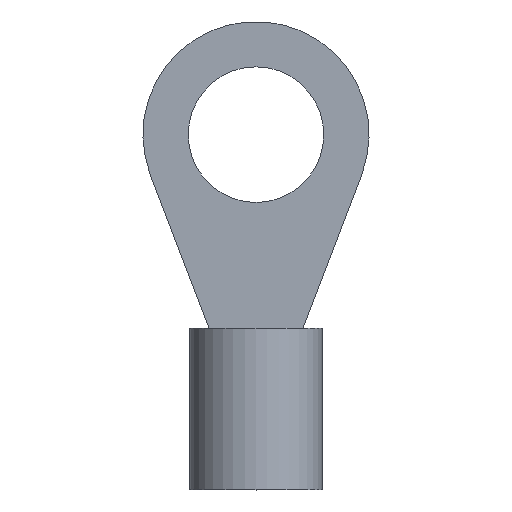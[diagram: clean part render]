
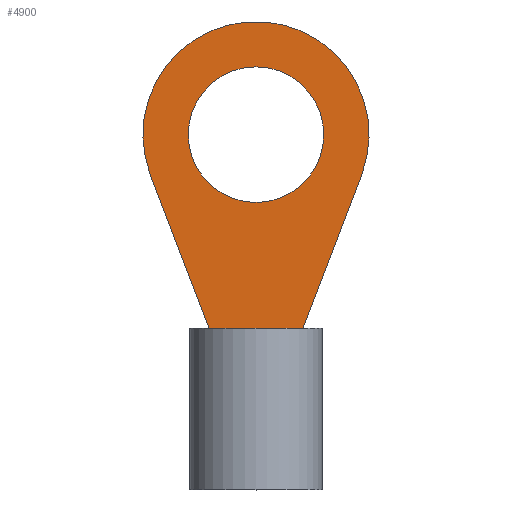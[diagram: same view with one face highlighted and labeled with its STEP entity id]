
A CAD part, top view. The second image highlights one B-rep face of the part: STEP entity #4900.
In plain terms, the highlighted face is planar.
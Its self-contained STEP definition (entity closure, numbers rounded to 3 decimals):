
#120=CARTESIAN_POINT('',(8.19,214.095,
127.012));
#130=VERTEX_POINT('',#120);
#160=CARTESIAN_POINT('',(7.559,210.003,
126.308));
#170=DIRECTION('',(0.,0.169,
-0.986));
#180=DIRECTION('',(0.15,0.974,0.168
));
#190=AXIS2_PLACEMENT_3D('',#160,#170,#180);
#200=CIRCLE('',#190,4.2);
#210=CARTESIAN_POINT('',(6.928,205.911,
125.604));
#220=VERTEX_POINT('',#210);
#230=EDGE_CURVE('',#220,#130,#200,.T.);
#1140=EDGE_CURVE('',#130,#220,#200,.T.);
#1430=CARTESIAN_POINT('',(-4.305,211.78,
126.613));
#1440=VERTEX_POINT('',#1430);
#1470=CARTESIAN_POINT('',(-36.963,-0.068,
90.192));
#1480=DIRECTION('',(-0.15,-0.974,
-0.168));
#1490=VECTOR('',#1480,1.);
#1500=LINE('',#1470,#1490);
#1510=CARTESIAN_POINT('',(-3.869,214.605,
127.099));
#1520=VERTEX_POINT('',#1510);
#1530=EDGE_CURVE('',#1520,#1440,#1500,.T.);
#1680=CARTESIAN_POINT('',(-4.74,208.954,
126.128));
#1690=VERTEX_POINT('',#1680);
#1720=EDGE_CURVE('',#1440,#1690,#1500,.T.);
#1950=CARTESIAN_POINT('',(4.102,204.004,
125.277));
#1960=VERTEX_POINT('',#1950);
#2040=CARTESIAN_POINT('',(6.066,216.743,
127.467));
#2050=VERTEX_POINT('',#2040);
#2080=CARTESIAN_POINT('',(7.559,210.003,
126.308));
#2090=DIRECTION('',(0.,0.169,
-0.986));
#2100=DIRECTION('',(1.,0.,0.));
#2110=AXIS2_PLACEMENT_3D('',#2080,#2090,#2100);
#2120=CIRCLE('',#2110,7.);
#2130=EDGE_CURVE('',#2050,#1960,#2120,.T.);
#2380=CARTESIAN_POINT('',(0.,215.438,127.242));
#2390=DIRECTION('',(0.977,0.21,
0.036));
#2400=VECTOR('',#2390,1.);
#2410=LINE('',#2380,#2400);
#2420=EDGE_CURVE('',#1520,#2050,#2410,.T.);
#2670=CARTESIAN_POINT('',(0.,206.3,125.671));
#2680=DIRECTION('',(-0.87,0.487,
0.084));
#2690=VECTOR('',#2680,1.);
#2700=LINE('',#2670,#2690);
#2710=EDGE_CURVE('',#1960,#1690,#2700,.T.);
#4740=CARTESIAN_POINT('',(7.723,212.28,
126.699));
#4750=DIRECTION('',(0.,-0.169,
0.986));
#4760=DIRECTION('',(1.,0.,0.));
#4770=AXIS2_PLACEMENT_3D('',#4740,#4750,#4760);
#4780=PLANE('',#4770);
#4790=ORIENTED_EDGE('',*,*,#2420,.T.);
#4800=ORIENTED_EDGE('',*,*,#1530,.F.);
#4810=ORIENTED_EDGE('',*,*,#1720,.F.);
#4820=ORIENTED_EDGE('',*,*,#2710,.T.);
#4830=ORIENTED_EDGE('',*,*,#2130,.T.);
#4840=EDGE_LOOP('',(#4830,#4820,#4810,#4800,#4790));
#4850=FACE_OUTER_BOUND('',#4840,.T.);
#4860=ORIENTED_EDGE('',*,*,#1140,.F.);
#4870=ORIENTED_EDGE('',*,*,#230,.F.);
#4880=EDGE_LOOP('',(#4870,#4860));
#4890=FACE_BOUND('',#4880,.T.);
#4900=ADVANCED_FACE('',(#4850,#4890),#4780,.F.);
